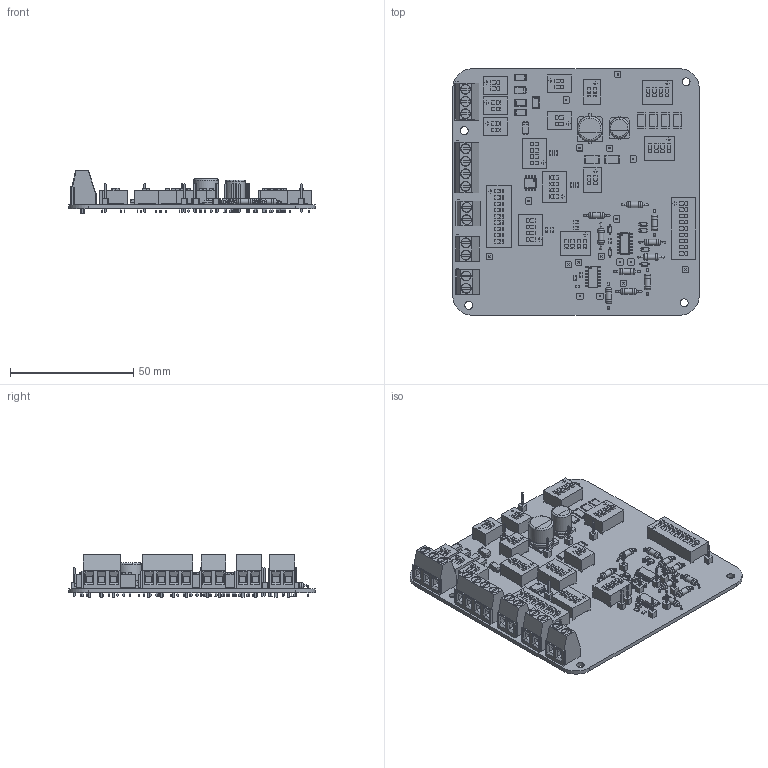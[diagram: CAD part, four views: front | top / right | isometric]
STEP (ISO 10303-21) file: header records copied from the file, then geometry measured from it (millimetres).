
FILE_DESCRIPTION(('KiCad electronic assembly'),'2;1');
FILE_NAME('Patje zuig men kloten.step','2025-05-06T09:37:15',('Pcbnew'), ('Kicad'),'Open CASCADE STEP processor 7.7','KiCad to STEP converter', 'Unknown');
FILE_SCHEMA(('AUTOMOTIVE_DESIGN { 1 0 10303 214 1 1 1 1 }'));
Length unit declared in the file: millimetre
Products named in the file (36): Patje zuig men kloten 1; R_0805_2012Metric; R_2512_6332Metric; R_Axial_DIN0207_L6.3mm_D2.5mm_P10.16mm_Horizontal; R_Axial_DIN0207_L63mm_D25mm_P1016mm_Horizontal; SW_DIP_SPSTx04_Slide_9.78x12.34mm_W7.62mm_P2.54mm; SW_DIP_SPSTx04_Slide_978x1234mm_W762mm_P254mm; PinHeader_1x01_P2.54mm_Vertical; PinHeader_1x01_P254mm_Vertical; D_SOD-123; D_SOD_123; SW_DIP_SPSTx02_Slide_9.78x7.26mm_W7.62mm_P2.54mm; SW_DIP_SPSTx02_Slide_978x726mm_W762mm_P254mm; C_0805_2012Metric; TerminalBlock_Phoenix_MKDS-1,5-2_1x02_P5.00mm_Horizontal; TerminalBlock_Phoenix_MKDS_15_2_1x02_P500mm_Horizontal; D_SMA; CP_Elec_10x10.5; CP_Elec_10x105; TerminalBlock_Phoenix_MKDS-1,5-3_1x03_P5.00mm_Horizontal; TerminalBlock_Phoenix_MKDS_15_3_1x03_P500mm_Horizontal; SOIC-14_3.9x8.7mm_P1.27mm; SOIC_14_39x87mm_P127mm; SW_DIP_SPSTx09_Slide_9.78x25.04mm_W7.62mm_P2.54mm; SW_DIP_SPSTx09_Slide_978x2504mm_W762mm_P254mm; CP_Elec_8x10; TerminalBlock_Phoenix_MKDS-1,5-4-5.08_1x04_P5.08mm_Horizontal; TerminalBlock_Phoenix_MKDS_15_4_508_1x04_P508mm_Horizontal; SOIC-8_3.9x4.9mm_P1.27mm; SOIC_8_39x49mm_P127mm; Patje zuig men kloten_PCB
Assembly tree (100 placements, depth 3):
  Patje zuig men kloten 1
    R_0805_2012Metric  x10
      R_0805_2012Metric
    R_2512_6332Metric  x6
      R_2512_6332Metric
    R_Axial_DIN0207_L6.3mm_D2.5mm_P10.16mm_Horizontal  x10
      R_Axial_DIN0207_L63mm_D25mm_P1016mm_Horizontal
    SW_DIP_SPSTx04_Slide_9.78x12.34mm_W7.62mm_P2.54mm  x6
      SW_DIP_SPSTx04_Slide_978x1234mm_W762mm_P254mm
    PinHeader_1x01_P2.54mm_Vertical  x17
      PinHeader_1x01_P254mm_Vertical
    D_SOD-123  x6
      D_SOD_123
    SW_DIP_SPSTx02_Slide_9.78x7.26mm_W7.62mm_P2.54mm  x7
      SW_DIP_SPSTx02_Slide_978x726mm_W762mm_P254mm
    C_0805_2012Metric  x2
      C_0805_2012Metric
    TerminalBlock_Phoenix_MKDS-1,5-2_1x02_P5.00mm_Horizontal  x3
      TerminalBlock_Phoenix_MKDS_15_2_1x02_P500mm_Horizontal
    D_SMA  x6
      D_SMA
    CP_Elec_10x10.5
      CP_Elec_10x105
    TerminalBlock_Phoenix_MKDS-1,5-3_1x03_P5.00mm_Horizontal
      TerminalBlock_Phoenix_MKDS_15_3_1x03_P500mm_Horizontal
    SOIC-14_3.9x8.7mm_P1.27mm  x2
      SOIC_14_39x87mm_P127mm
    SW_DIP_SPSTx09_Slide_9.78x25.04mm_W7.62mm_P2.54mm  x2
      SW_DIP_SPSTx09_Slide_978x2504mm_W762mm_P254mm
    CP_Elec_8x10
      CP_Elec_8x10
    TerminalBlock_Phoenix_MKDS-1,5-4-5.08_1x04_P5.08mm_Horizontal
      TerminalBlock_Phoenix_MKDS_15_4_508_1x04_P508mm_Horizontal
    SOIC-8_3.9x4.9mm_P1.27mm
      SOIC_8_39x49mm_P127mm
    Patje zuig men kloten_PCB
Bounding box: 100 x 100 x 17.3 mm (x, y, z)
Volume: 33977.2 mm3; surface area: 41617.5 mm2
Topology: 83 solids, 83 shells, 5134 faces, 12955 edges, 8291 vertices
Faces by surface type: plane 3935, cylinder 769, bspline 380, torus 48, revolution 2
Full cylindrical faces by diameter (mm): 0.6 x43, 0.8 x132, 1 x17, 1.3 x13, 2.25 x10, 2.5 x20, 3.2 x4, 3.8 x13, 4 x13, 8 x2, 10 x2
Entity records: 66092 total; most frequent: CARTESIAN_POINT 10273, ORIENTED_EDGE 9122, DIRECTION 8739, EDGE_CURVE 4561, LINE 3475, VECTOR 3475, VERTEX_POINT 2917, AXIS2_PLACEMENT_3D 2631
